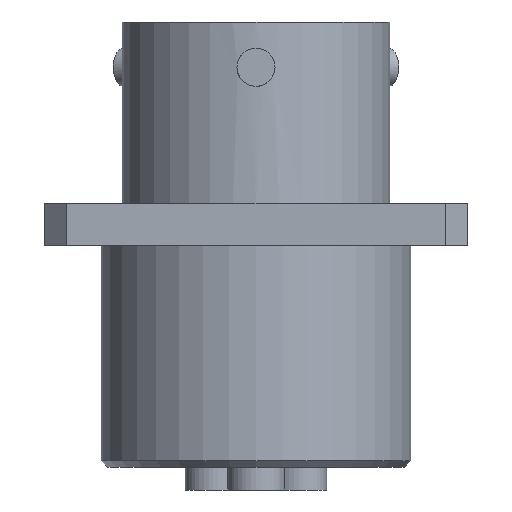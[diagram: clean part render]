
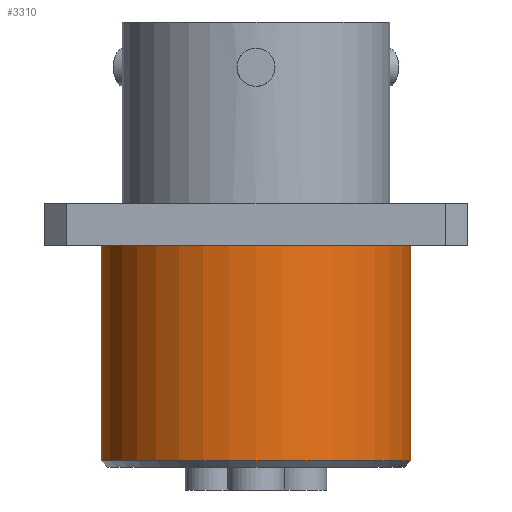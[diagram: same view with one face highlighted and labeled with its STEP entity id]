
A CAD part, front view. The second image highlights one B-rep face of the part: STEP entity #3310.
In plain terms, the highlighted cylindrical face has radius 8.7 mm (diameter 17.4 mm), a partial arc.
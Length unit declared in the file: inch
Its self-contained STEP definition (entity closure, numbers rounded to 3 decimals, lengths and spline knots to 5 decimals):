
#143 = EDGE_CURVE ( 'NONE', #621, #3641, #3218, .T. ) ;
#146 = ORIENTED_EDGE ( 'NONE', *, *, #589, .F. ) ;
#181 = AXIS2_PLACEMENT_3D ( 'NONE', #2748, #2807, #2792 ) ;
#207 = DIRECTION ( 'NONE',  ( 0., 0., 1. ) ) ;
#310 = ORIENTED_EDGE ( 'NONE', *, *, #2004, .F. ) ;
#498 = ORIENTED_EDGE ( 'NONE', *, *, #143, .T. ) ;
#589 = EDGE_CURVE ( 'NONE', #621, #654, #2391, .T. ) ;
#621 = VERTEX_POINT ( 'NONE', #1825 ) ;
#654 = VERTEX_POINT ( 'NONE', #1246 ) ;
#748 = DIRECTION ( 'NONE',  ( 0., 0., 1. ) ) ;
#779 = VECTOR ( 'NONE', #3344, 39.37008 ) ;
#794 = AXIS2_PLACEMENT_3D ( 'NONE', #1891, #3078, #2793 ) ;
#812 = CYLINDRICAL_SURFACE ( 'NONE', #2665, 0.34252 ) ;
#1246 = CARTESIAN_POINT ( 'NONE',  ( -0.34252, 0., -0.493 ) ) ;
#1349 = CARTESIAN_POINT ( 'NONE',  ( 0., 0., 0. ) ) ;
#1681 = FACE_OUTER_BOUND ( 'NONE', #2122, .T. ) ;
#1825 = CARTESIAN_POINT ( 'NONE',  ( -0.34252, 0., -0.96925 ) ) ;
#1870 = LINE ( 'NONE', #2219, #2649 ) ;
#1891 = CARTESIAN_POINT ( 'NONE',  ( 0., 0., -0.493 ) ) ;
#2004 = EDGE_CURVE ( 'NONE', #654, #2882, #3149, .T. ) ;
#2122 = EDGE_LOOP ( 'NONE', ( #146, #498, #2936, #310 ) ) ;
#2219 = CARTESIAN_POINT ( 'NONE',  ( 0.34252, 0., 0. ) ) ;
#2391 = LINE ( 'NONE', #3287, #779 ) ;
#2397 = EDGE_CURVE ( 'NONE', #3641, #2882, #1870, .T. ) ;
#2582 = CARTESIAN_POINT ( 'NONE',  ( 0.34252, 0., -0.493 ) ) ;
#2649 = VECTOR ( 'NONE', #748, 39.37008 ) ;
#2665 = AXIS2_PLACEMENT_3D ( 'NONE', #1349, #207, #2869 ) ;
#2748 = CARTESIAN_POINT ( 'NONE',  ( 0., 0., -0.96925 ) ) ;
#2792 = DIRECTION ( 'NONE',  ( 1., 0., 0. ) ) ;
#2793 = DIRECTION ( 'NONE',  ( 1., 0., 0. ) ) ;
#2807 = DIRECTION ( 'NONE',  ( 0., 0., 1. ) ) ;
#2869 = DIRECTION ( 'NONE',  ( 1., 0., 0. ) ) ;
#2882 = VERTEX_POINT ( 'NONE', #2582 ) ;
#2936 = ORIENTED_EDGE ( 'NONE', *, *, #2397, .T. ) ;
#3078 = DIRECTION ( 'NONE',  ( 0., 0., 1. ) ) ;
#3149 = CIRCLE ( 'NONE', #794, 0.34252 ) ;
#3218 = CIRCLE ( 'NONE', #181, 0.34252 ) ;
#3287 = CARTESIAN_POINT ( 'NONE',  ( -0.34252, 0., 0. ) ) ;
#3310 = ADVANCED_FACE ( 'NONE', ( #1681 ), #812, .T. ) ;
#3344 = DIRECTION ( 'NONE',  ( 0., 0., 1. ) ) ;
#3405 = CARTESIAN_POINT ( 'NONE',  ( 0.34252, 0., -0.96925 ) ) ;
#3641 = VERTEX_POINT ( 'NONE', #3405 ) ;
